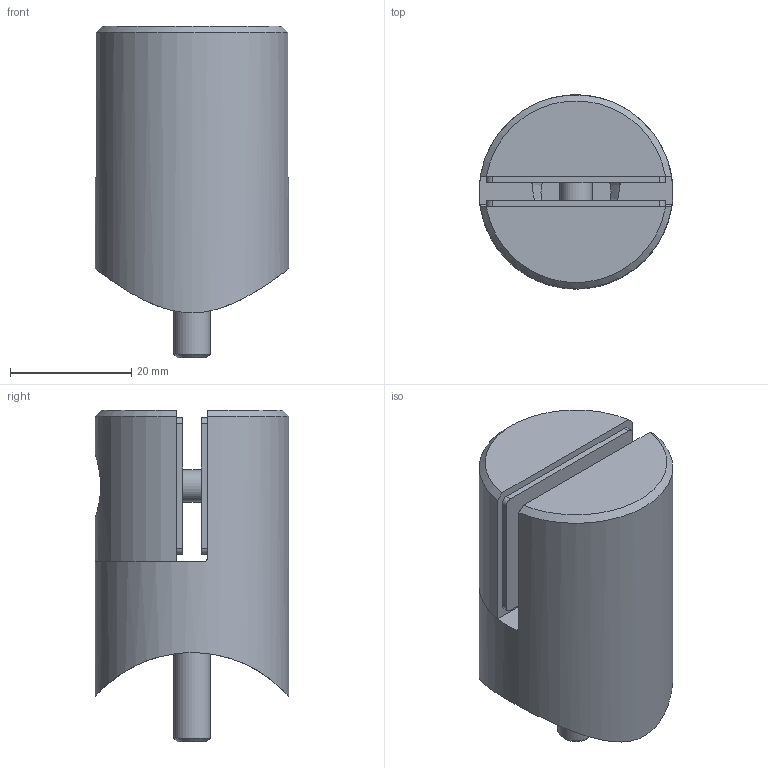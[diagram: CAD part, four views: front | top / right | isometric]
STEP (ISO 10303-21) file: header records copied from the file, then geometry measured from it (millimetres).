
FILE_DESCRIPTION (( 'STEP AP203' ), '1' );
FILE_NAME ('55350-240-42.step', '2024-03-19T07:39:35', ( '' ), ( '' ), 'SwSTEP 2.0', 'SolidWorks 2018', '' );
FILE_SCHEMA (( 'CONFIG_CONTROL_DESIGN' ));
Length unit declared in the file: millimetre
Products named in the file (6): socket countersunk head screw_din_DIN 7991 - M6 x 25 --- 25N; 5533X-240 Teil2_55350-240-XX Teil2; 5533x-240 Teil3_55350-240-XX Teil3; 55350-240-42; 5533X-240 Teil1_55350-240-42 Teil1; DIN 912 M6x18_DIN 912 M6x18
Assembly tree (6 placements, depth 2):
  55350-240-42
    5533X-240 Teil1_55350-240-42 Teil1
    5533x-240 Teil3_55350-240-XX Teil3  x2
    5533X-240 Teil2_55350-240-XX Teil2
    DIN 912 M6x18_DIN 912 M6x18
    socket countersunk head screw_din_DIN 7991 - M6 x 25 --- 25N
Bounding box: 31.98 x 32 x 54.7 mm (x, y, z)
Volume: 26868 mm3; surface area: 13723.4 mm2
Topology: 6 solids, 6 shells, 372 faces, 946 edges, 623 vertices
Faces by surface type: plane 207, bspline 116, cylinder 34, cone 9, torus 6
Full cylindrical faces by diameter (mm): 4 x8, 5 x1, 5.35 x1, 6 x1, 6.5 x1, 6.6 x1, 7 x2, 10 x1, 10.584 x1, 11.57 x1, 24 x1, 32 x1
Entity records: 18029 total; most frequent: CARTESIAN_POINT 9703, ORIENTED_EDGE 1746, DIRECTION 1176, EDGE_CURVE 873, VERTEX_POINT 591, LINE 554, VECTOR 554, EDGE_LOOP 424
